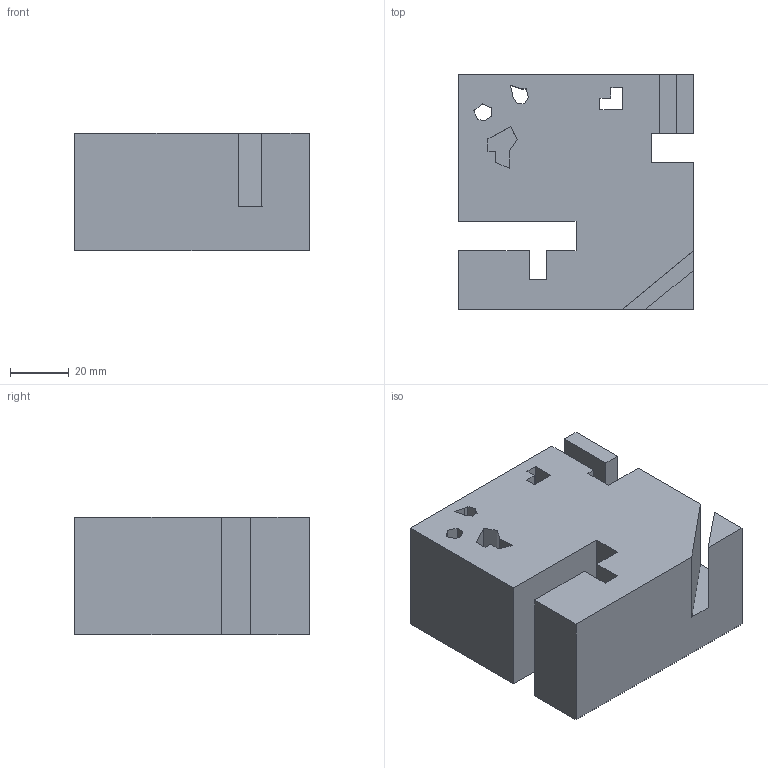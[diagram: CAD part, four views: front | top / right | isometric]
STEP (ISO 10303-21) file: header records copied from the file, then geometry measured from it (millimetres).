
FILE_DESCRIPTION(/* description */ ('Unknown'),/* implementation_level */ '2;1');
FILE_NAME(/* name */ 'example4',/* time_stamp */ '2026-02-13T15:03:50+01:00',/* author */ ('Unknown'),/* organization */ ('Unknown'),/* preprocessor_version */ 'ST-DEVELOPER v19.4',/* originating_system */ 'Solid Edge',/* authorisation */ 'Unknown');
FILE_SCHEMA (('AUTOMOTIVE_DESIGN {1 0 10303 214 3 1 1}'));
Length unit declared in the file: millimetre
Products named in the file (1): Part1
Bounding box: 80 x 80 x 40 mm (x, y, z)
Volume: 221307.6 mm3; surface area: 34330.8 mm2
Topology: 1 solids, 1 shells, 54 faces, 153 edges, 102 vertices
Faces by surface type: plane 54
Entity records: 1759 total; most frequent: CARTESIAN_POINT 310, ORIENTED_EDGE 306, DIRECTION 263, EDGE_CURVE 153, LINE 153, VECTOR 153, VERTEX_POINT 102, EDGE_LOOP 61
